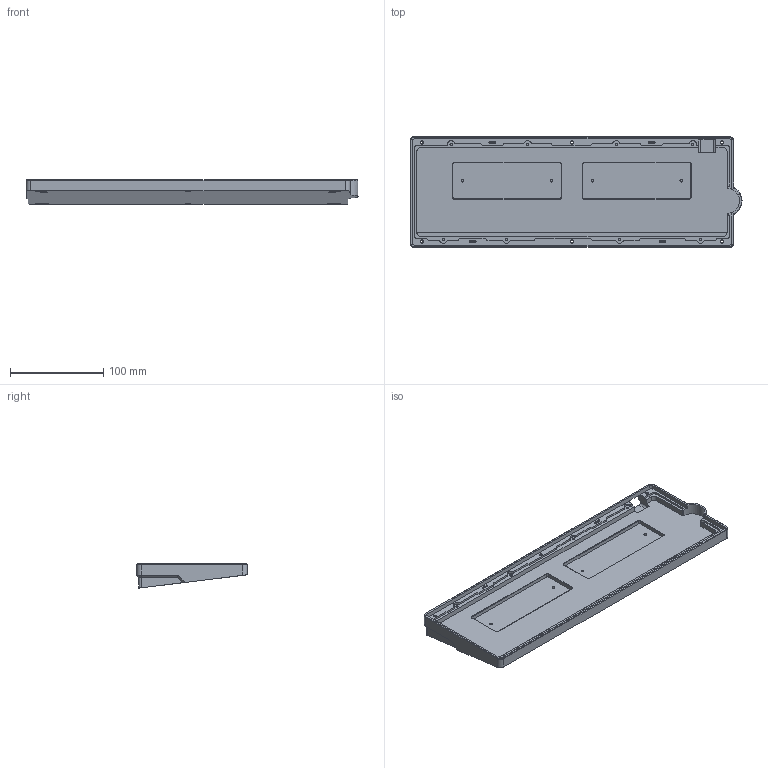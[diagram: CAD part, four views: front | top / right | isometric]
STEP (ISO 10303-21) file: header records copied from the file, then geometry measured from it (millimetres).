
FILE_DESCRIPTION(/* description */ (''),/* implementation_level */ '2;1');
FILE_NAME(/* name */ 'CL70_BottomCase_V2_InsertNuts.step',/* time_stamp */ '2025-09-05T13:34:00+09:00',/* author */ (''),/* organization */ (''),/* preprocessor_version */ 'ST-DEVELOPER v20.1',/* originating_system */ 'Autodesk Translation Framework v14.10.0.0',/* authorisation */ '');
FILE_SCHEMA (('AUTOMOTIVE_DESIGN { 1 0 10303 214 3 1 1 }','FEATURE_BASED_PROCESS_PLANNING','INTEGRATED_CNC_SCHEMA','AP242_MANAGED_MODEL_BASED_3D_ENGINEERING_MIM_LF { 1 0 10303 442 3 1 4 }'));
Length unit declared in the file: millimetre
Products named in the file (1): 2025-08-14-17-50-05-667
Bounding box: 356.67 x 118.85 x 25.97 mm (x, y, z)
Volume: 294689.3 mm3; surface area: 114753.1 mm2
Topology: 1 solids, 1 shells, 337 faces, 838 edges, 530 vertices
Faces by surface type: plane 156, cylinder 134, cone 47
Full cylindrical faces by diameter (mm): 2.5 x8, 2.8 x6, 3 x4, 5.4 x6, 8.2 x4
Entity records: 10097 total; most frequent: DIRECTION 1831, CARTESIAN_POINT 1706, ORIENTED_EDGE 1676, EDGE_CURVE 838, AXIS2_PLACEMENT_3D 655, VERTEX_POINT 530, LINE 521, VECTOR 521
